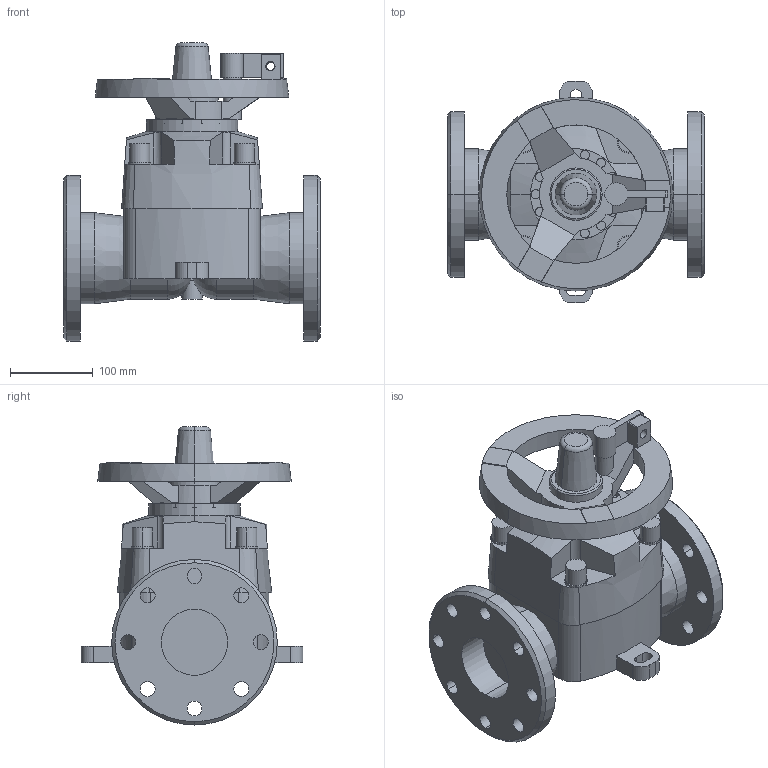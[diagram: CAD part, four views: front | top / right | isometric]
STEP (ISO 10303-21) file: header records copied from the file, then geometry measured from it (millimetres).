
FILE_DESCRIPTION(('STEP AP214'),'1');
FILE_NAME('cctmp_06682FD9-3DC7-4E0C-AB28-FD7E6088FCF4_2018_11_21_10_6_0_281..stp','2018-11-21T09:06:00',('Praher Valves GmbH'),('CADClick - www.CADClick.com'),'Spatial InterOp 3D',' ','unknown authorization');
FILE_SCHEMA(('AUTOMOTIVE_DESIGN'));
Length unit declared in the file: millimetre
Products named in the file (1): 120238
Bounding box: 310 x 268 x 360 mm (x, y, z)
Volume: 7471007.3 mm3; surface area: 485966.5 mm2
Topology: 1 solids, 2 shells, 308 faces, 821 edges, 526 vertices
Faces by surface type: cylinder 146, plane 134, cone 20, torus 8
Entity records: 12955 total; most frequent: CARTESIAN_POINT 2434, DIRECTION 1819, ORIENTED_EDGE 1642, EDGE_CURVE 821, AXIS2_PLACEMENT_3D 737, VERTEX_POINT 526, CIRCLE 414, EDGE_LOOP 363
